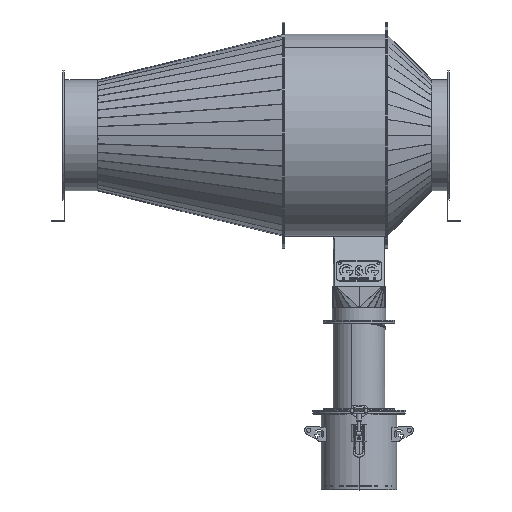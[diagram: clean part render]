
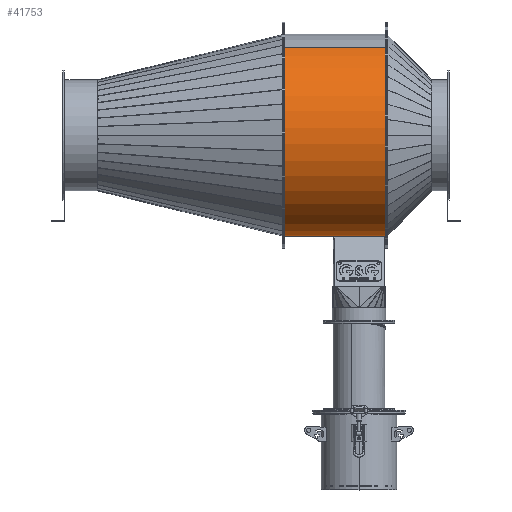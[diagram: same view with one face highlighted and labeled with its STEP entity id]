
A CAD part, top view. The second image highlights one B-rep face of the part: STEP entity #41753.
In plain terms, the highlighted cylindrical face has radius 290 mm (diameter 580 mm), a partial arc.
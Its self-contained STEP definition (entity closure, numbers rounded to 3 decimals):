
#253 = DIRECTION ( 'NONE',  ( 0., -1., 0. ) ) ;
#801 = DIRECTION ( 'NONE',  ( 0., 1., 0. ) ) ;
#1477 = CARTESIAN_POINT ( 'NONE',  ( -141.759, 0., -252.991 ) ) ;
#1526 = AXIS2_PLACEMENT_3D ( 'NONE', #41244, #253, #41004 ) ;
#3067 = EDGE_CURVE ( 'NONE', #20212, #34140, #29432, .T. ) ;
#4931 = AXIS2_PLACEMENT_3D ( 'NONE', #13150, #24364, #27731 ) ;
#5343 = CIRCLE ( 'NONE', #44956, 290. ) ;
#9135 = CARTESIAN_POINT ( 'NONE',  ( -141.759, 296., -252.991 ) ) ;
#10797 = ORIENTED_EDGE ( 'NONE', *, *, #17174, .F. ) ;
#11323 = VECTOR ( 'NONE', #35881, 1000. ) ;
#13150 = CARTESIAN_POINT ( 'NONE',  ( 0., 296., 0. ) ) ;
#14931 = CARTESIAN_POINT ( 'NONE',  ( -0.251, 0., 290. ) ) ;
#15326 = DIRECTION ( 'NONE',  ( 1., 0., 0. ) ) ;
#16758 = VECTOR ( 'NONE', #23707, 1000. ) ;
#17174 = EDGE_CURVE ( 'NONE', #41514, #28281, #41839, .T. ) ;
#18653 = EDGE_CURVE ( 'NONE', #41514, #34140, #5343, .T. ) ;
#20212 = VERTEX_POINT ( 'NONE', #37904 ) ;
#21778 = CARTESIAN_POINT ( 'NONE',  ( -141.759, 296., -252.991 ) ) ;
#22271 = EDGE_LOOP ( 'NONE', ( #10797, #33839, #30913, #22529 ) ) ;
#22436 = CIRCLE ( 'NONE', #4931, 290. ) ;
#22529 = ORIENTED_EDGE ( 'NONE', *, *, #24863, .F. ) ;
#23707 = DIRECTION ( 'NONE',  ( 0., 1., 0. ) ) ;
#24364 = DIRECTION ( 'NONE',  ( 0., 1., 0. ) ) ;
#24863 = EDGE_CURVE ( 'NONE', #28281, #20212, #22436, .T. ) ;
#27731 = DIRECTION ( 'NONE',  ( 1., 0., 0. ) ) ;
#28281 = VERTEX_POINT ( 'NONE', #21778 ) ;
#29432 = LINE ( 'NONE', #46631, #11323 ) ;
#30913 = ORIENTED_EDGE ( 'NONE', *, *, #3067, .F. ) ;
#33375 = FACE_OUTER_BOUND ( 'NONE', #22271, .T. ) ;
#33457 = CARTESIAN_POINT ( 'NONE',  ( 0., 0., 0. ) ) ;
#33839 = ORIENTED_EDGE ( 'NONE', *, *, #18653, .T. ) ;
#34140 = VERTEX_POINT ( 'NONE', #14931 ) ;
#35881 = DIRECTION ( 'NONE',  ( 0., -1., 0. ) ) ;
#37904 = CARTESIAN_POINT ( 'NONE',  ( -0.251, 296., 290. ) ) ;
#40779 = CYLINDRICAL_SURFACE ( 'NONE', #1526, 290. ) ;
#41004 = DIRECTION ( 'NONE',  ( 0., 0., -1. ) ) ;
#41244 = CARTESIAN_POINT ( 'NONE',  ( 0., 296., 0. ) ) ;
#41514 = VERTEX_POINT ( 'NONE', #1477 ) ;
#41753 = ADVANCED_FACE ( 'NONE', ( #33375 ), #40779, .T. ) ;
#41839 = LINE ( 'NONE', #9135, #16758 ) ;
#44956 = AXIS2_PLACEMENT_3D ( 'NONE', #33457, #801, #15326 ) ;
#46631 = CARTESIAN_POINT ( 'NONE',  ( -0.251, 296., 290. ) ) ;
